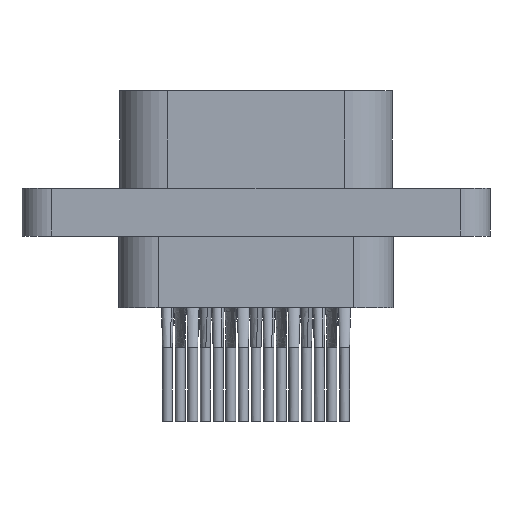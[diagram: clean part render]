
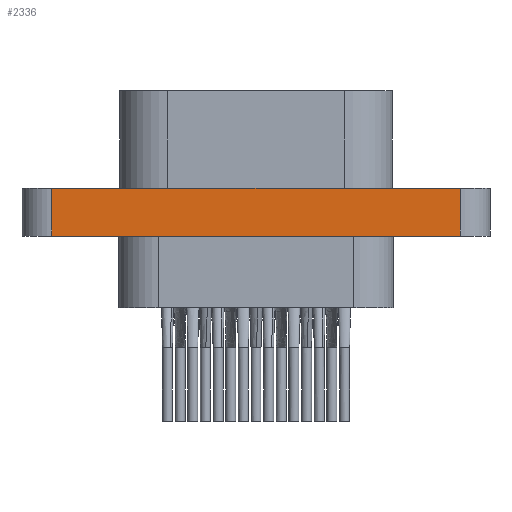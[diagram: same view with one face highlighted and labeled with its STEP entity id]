
A CAD part, front view. The second image highlights one B-rep face of the part: STEP entity #2336.
In plain terms, the highlighted planar face has unit normal (0, -1, 0).
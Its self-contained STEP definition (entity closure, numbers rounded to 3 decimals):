
#311 = CARTESIAN_POINT ( 'NONE',  ( -10.25, -3.8, 2.4 ) ) ;
#392 = VERTEX_POINT ( 'NONE', #2627 ) ;
#423 = ORIENTED_EDGE ( 'NONE', *, *, #4260, .T. ) ;
#580 = VECTOR ( 'NONE', #5466, 1000. ) ;
#805 = LINE ( 'NONE', #3957, #8257 ) ;
#1489 = CARTESIAN_POINT ( 'NONE',  ( -10.25, -3.8, 2.4 ) ) ;
#1570 = VERTEX_POINT ( 'NONE', #1576 ) ;
#1576 = CARTESIAN_POINT ( 'NONE',  ( -10.25, -3.8, 2.4 ) ) ;
#1590 = ORIENTED_EDGE ( 'NONE', *, *, #7984, .F. ) ;
#2120 = FACE_OUTER_BOUND ( 'NONE', #4475, .T. ) ;
#2314 = EDGE_CURVE ( 'NONE', #392, #3397, #805, .T. ) ;
#2336 = ADVANCED_FACE ( 'NONE', ( #2120 ), #7274, .F. ) ;
#2627 = CARTESIAN_POINT ( 'NONE',  ( 10.25, -3.8, 2.4 ) ) ;
#2980 = EDGE_CURVE ( 'NONE', #1570, #5475, #6098, .T. ) ;
#3133 = AXIS2_PLACEMENT_3D ( 'NONE', #1489, #4046, #6632 ) ;
#3159 = VECTOR ( 'NONE', #7054, 1000. ) ;
#3373 = DIRECTION ( 'NONE',  ( 0., 0., -1. ) ) ;
#3397 = VERTEX_POINT ( 'NONE', #4834 ) ;
#3436 = CARTESIAN_POINT ( 'NONE',  ( -10.25, -3.8, 2.4 ) ) ;
#3500 = CARTESIAN_POINT ( 'NONE',  ( -10.25, -3.8, 0. ) ) ;
#3957 = CARTESIAN_POINT ( 'NONE',  ( 10.25, -3.8, 2.4 ) ) ;
#4046 = DIRECTION ( 'NONE',  ( 0., 1., 0. ) ) ;
#4184 = DIRECTION ( 'NONE',  ( 1., 0., 0. ) ) ;
#4260 = EDGE_CURVE ( 'NONE', #5475, #3397, #7565, .T. ) ;
#4390 = CARTESIAN_POINT ( 'NONE',  ( -10.25, -3.8, 0. ) ) ;
#4475 = EDGE_LOOP ( 'NONE', ( #423, #5970, #1590, #8188 ) ) ;
#4834 = CARTESIAN_POINT ( 'NONE',  ( 10.25, -3.8, 0. ) ) ;
#5059 = VECTOR ( 'NONE', #4184, 1000. ) ;
#5466 = DIRECTION ( 'NONE',  ( 0., 0., -1. ) ) ;
#5475 = VERTEX_POINT ( 'NONE', #3500 ) ;
#5970 = ORIENTED_EDGE ( 'NONE', *, *, #2314, .F. ) ;
#6098 = LINE ( 'NONE', #311, #580 ) ;
#6136 = LINE ( 'NONE', #3436, #5059 ) ;
#6632 = DIRECTION ( 'NONE',  ( 0., 0., 1. ) ) ;
#7054 = DIRECTION ( 'NONE',  ( 1., 0., 0. ) ) ;
#7274 = PLANE ( 'NONE',  #3133 ) ;
#7565 = LINE ( 'NONE', #4390, #3159 ) ;
#7984 = EDGE_CURVE ( 'NONE', #1570, #392, #6136, .T. ) ;
#8188 = ORIENTED_EDGE ( 'NONE', *, *, #2980, .T. ) ;
#8257 = VECTOR ( 'NONE', #3373, 1000. ) ;
